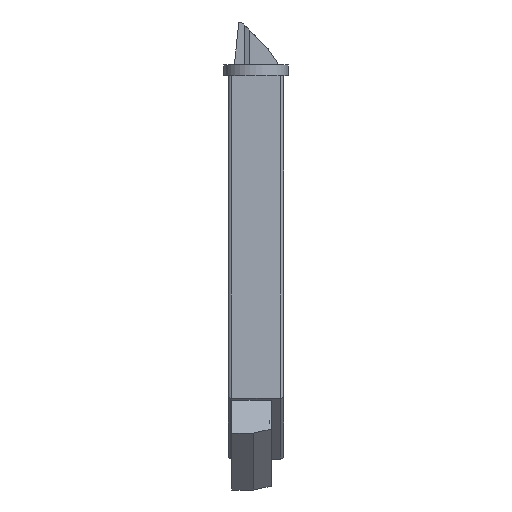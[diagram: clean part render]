
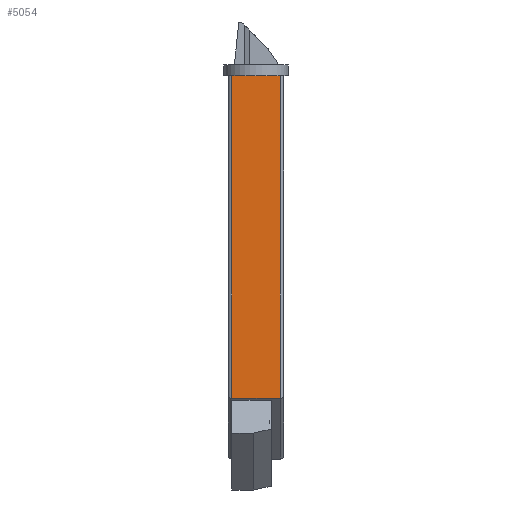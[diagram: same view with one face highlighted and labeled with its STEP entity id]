
A CAD part, front view. The second image highlights one B-rep face of the part: STEP entity #5054.
In plain terms, the highlighted planar face has unit normal (0, -1, 0).
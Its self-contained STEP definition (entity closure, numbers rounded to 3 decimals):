
#20 = ORIENTED_EDGE ( 'NONE', *, *, #3064, .T. ) ;
#1230 = DIRECTION ( 'NONE',  ( 0., 0., 1. ) ) ;
#1299 = CARTESIAN_POINT ( 'NONE',  ( -6.75, -108., -13. ) ) ;
#1449 = LINE ( 'NONE', #3492, #3853 ) ;
#1544 = VECTOR ( 'NONE', #5560, 1000. ) ;
#1580 = CARTESIAN_POINT ( 'NONE',  ( -6.75, -108., 77. ) ) ;
#1615 = CARTESIAN_POINT ( 'NONE',  ( 6.75, -108., -13. ) ) ;
#1816 = DIRECTION ( 'NONE',  ( 0., 1., 0. ) ) ;
#1885 = DIRECTION ( 'NONE',  ( 0., 0., 1. ) ) ;
#1913 = FACE_OUTER_BOUND ( 'NONE', #5358, .T. ) ;
#2668 = VERTEX_POINT ( 'NONE', #1615 ) ;
#2673 = LINE ( 'NONE', #8126, #7958 ) ;
#2789 = VERTEX_POINT ( 'NONE', #1299 ) ;
#2833 = EDGE_CURVE ( 'NONE', #2668, #7356, #2673, .T. ) ;
#2843 = LINE ( 'NONE', #4221, #1544 ) ;
#3064 = EDGE_CURVE ( 'NONE', #7356, #7054, #2843, .T. ) ;
#3131 = ORIENTED_EDGE ( 'NONE', *, *, #2833, .T. ) ;
#3281 = AXIS2_PLACEMENT_3D ( 'NONE', #7352, #1816, #1230 ) ;
#3492 = CARTESIAN_POINT ( 'NONE',  ( -6.75, -108., -13. ) ) ;
#3853 = VECTOR ( 'NONE', #6217, 1000. ) ;
#4221 = CARTESIAN_POINT ( 'NONE',  ( 7.75, -108., 77. ) ) ;
#4606 = PLANE ( 'NONE',  #3281 ) ;
#5041 = ORIENTED_EDGE ( 'NONE', *, *, #6526, .T. ) ;
#5054 = ADVANCED_FACE ( 'NONE', ( #1913 ), #4606, .F. ) ;
#5346 = CARTESIAN_POINT ( 'NONE',  ( 7.75, -108., -13. ) ) ;
#5358 = EDGE_LOOP ( 'NONE', ( #20, #5041, #8537, #3131 ) ) ;
#5478 = EDGE_CURVE ( 'NONE', #2668, #2789, #6030, .T. ) ;
#5560 = DIRECTION ( 'NONE',  ( -1., 0., 0. ) ) ;
#6030 = LINE ( 'NONE', #5346, #8862 ) ;
#6217 = DIRECTION ( 'NONE',  ( 0., 0., -1. ) ) ;
#6526 = EDGE_CURVE ( 'NONE', #7054, #2789, #1449, .T. ) ;
#7054 = VERTEX_POINT ( 'NONE', #1580 ) ;
#7352 = CARTESIAN_POINT ( 'NONE',  ( 7.75, -108., -13. ) ) ;
#7356 = VERTEX_POINT ( 'NONE', #7599 ) ;
#7420 = DIRECTION ( 'NONE',  ( -1., 0., 0. ) ) ;
#7599 = CARTESIAN_POINT ( 'NONE',  ( 6.75, -108., 77. ) ) ;
#7958 = VECTOR ( 'NONE', #1885, 1000. ) ;
#8126 = CARTESIAN_POINT ( 'NONE',  ( 6.75, -108., -13. ) ) ;
#8537 = ORIENTED_EDGE ( 'NONE', *, *, #5478, .F. ) ;
#8862 = VECTOR ( 'NONE', #7420, 1000. ) ;
